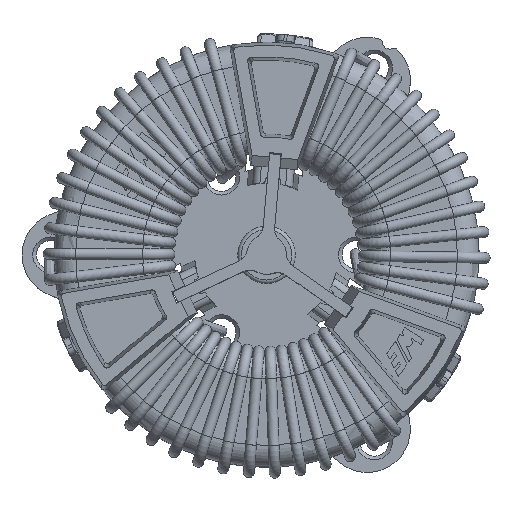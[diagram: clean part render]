
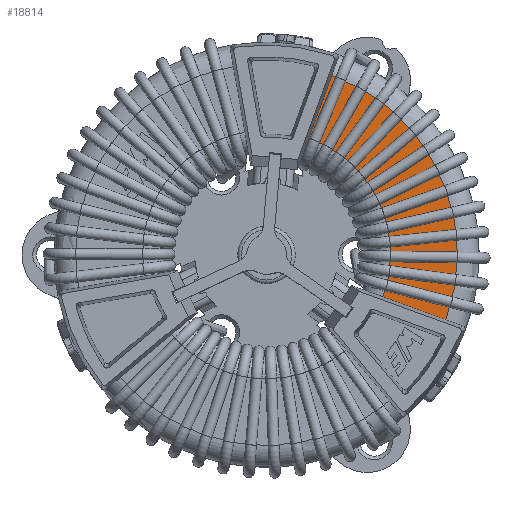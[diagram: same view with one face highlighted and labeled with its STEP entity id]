
A CAD part, top view. The second image highlights one B-rep face of the part: STEP entity #18814.
In plain terms, the highlighted face is planar.
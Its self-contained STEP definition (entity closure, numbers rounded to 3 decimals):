
#1346=CIRCLE('',#24971,26.55);
#1348=CIRCLE('',#24974,17.25);
#3412=ORIENTED_EDGE('',*,*,#8311,.F.);
#3413=ORIENTED_EDGE('',*,*,#8308,.F.);
#3414=ORIENTED_EDGE('',*,*,#8312,.F.);
#3415=ORIENTED_EDGE('',*,*,#8313,.F.);
#8308=EDGE_CURVE('',#10469,#10470,#1346,.T.);
#8311=EDGE_CURVE('',#10470,#10797,#12603,.T.);
#8312=EDGE_CURVE('',#10798,#10469,#12604,.T.);
#8313=EDGE_CURVE('',#10797,#10798,#1348,.T.);
#10469=VERTEX_POINT('',#33215);
#10470=VERTEX_POINT('',#33219);
#10797=VERTEX_POINT('',#34458);
#10798=VERTEX_POINT('',#34460);
#12603=LINE('',#34457,#13930);
#12604=LINE('',#34459,#13931);
#13930=VECTOR('',#28108,1000.);
#13931=VECTOR('',#28109,1000.);
#15071=EDGE_LOOP('',(#3412,#3413,#3414,#3415));
#16727=FACE_BOUND('',#15071,.T.);
#18262=PLANE('',#24973);
#18814=ADVANCED_FACE('',(#16727),#18262,.F.);
#24971=AXIS2_PLACEMENT_3D('',#34442,#28102,#28103);
#24973=AXIS2_PLACEMENT_3D('',#34456,#28106,#28107);
#24974=AXIS2_PLACEMENT_3D('',#34461,#28110,#28111);
#28102=DIRECTION('',(0.,-1.,0.));
#28103=DIRECTION('',(0.342,0.,-0.94));
#28106=DIRECTION('',(0.,-1.,0.));
#28107=DIRECTION('',(0.819,0.,0.574));
#28108=DIRECTION('',(-0.94,0.,-0.342));
#28109=DIRECTION('',(0.342,0.,-0.94));
#28110=DIRECTION('',(0.,1.,0.));
#28111=DIRECTION('',(0.94,0.,0.342));
#33215=CARTESIAN_POINT('',(9.081,27.5,-24.949));
#33219=CARTESIAN_POINT('',(24.949,27.5,9.081));
#34442=CARTESIAN_POINT('',(0.,27.5,0.));
#34456=CARTESIAN_POINT('',(0.,27.5,0.));
#34457=CARTESIAN_POINT('',(24.949,27.5,9.081));
#34458=CARTESIAN_POINT('',(16.21,27.5,5.9));
#34459=CARTESIAN_POINT('',(5.9,27.5,-16.21));
#34460=CARTESIAN_POINT('',(5.9,27.5,-16.21));
#34461=CARTESIAN_POINT('',(0.,27.5,0.));
